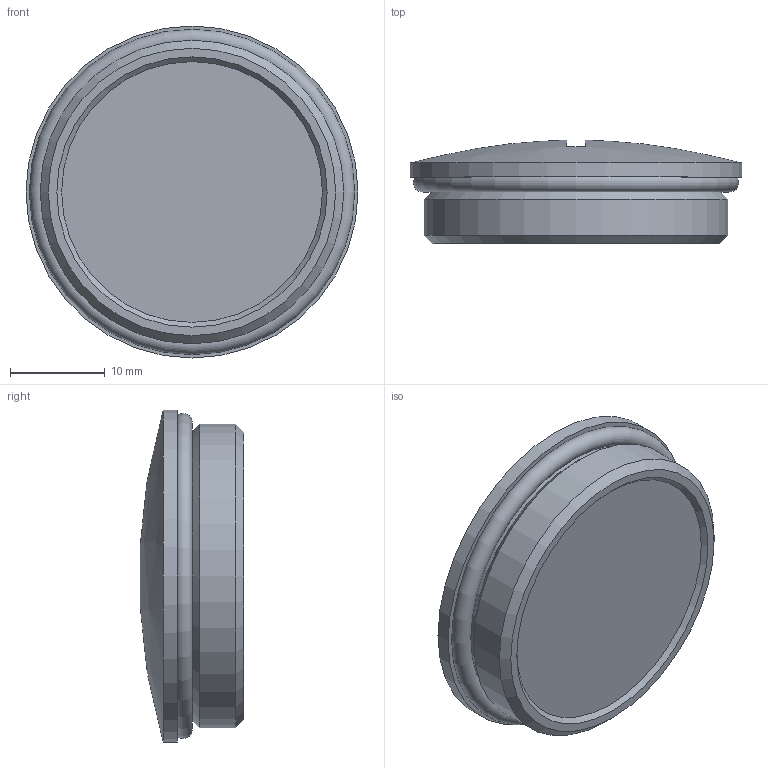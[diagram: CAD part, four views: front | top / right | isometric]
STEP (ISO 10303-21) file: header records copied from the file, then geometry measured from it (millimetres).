
FILE_DESCRIPTION(/* description */ (''),/* implementation_level */ '2;1');
FILE_NAME(/* name */ '',/* time_stamp */ '2025-07-23T16:14:48+07:00',/* author */ ('zeta-86'),/* organization */ (''),/* preprocessor_version */ 'ST-DEVELOPER v19.2',/* originating_system */ 'Autodesk Inventor 2024',/* authorisation */ '');
FILE_SCHEMA (('AUTOMOTIVE_DESIGN { 1 0 10303 214 3 1 1 }'));
Length unit declared in the file: millimetre
Products named in the file (1): Деталь12
Bounding box: 35 x 10.9 x 35 mm (x, y, z)
Volume: 7996.9 mm3; surface area: 3085.6 mm2
Topology: 1 solids, 1 shells, 14 faces, 27 edges, 18 vertices
Faces by surface type: plane 5, cylinder 4, cone 3, torus 1, sphere 1
Full cylindrical faces by diameter (mm): 30.3 x1, 32 x1, 35 x1
Entity records: 415 total; most frequent: DIRECTION 78, CARTESIAN_POINT 60, ORIENTED_EDGE 54, AXIS2_PLACEMENT_3D 36, EDGE_CURVE 27, CIRCLE 21, VERTEX_POINT 18, EDGE_LOOP 17
